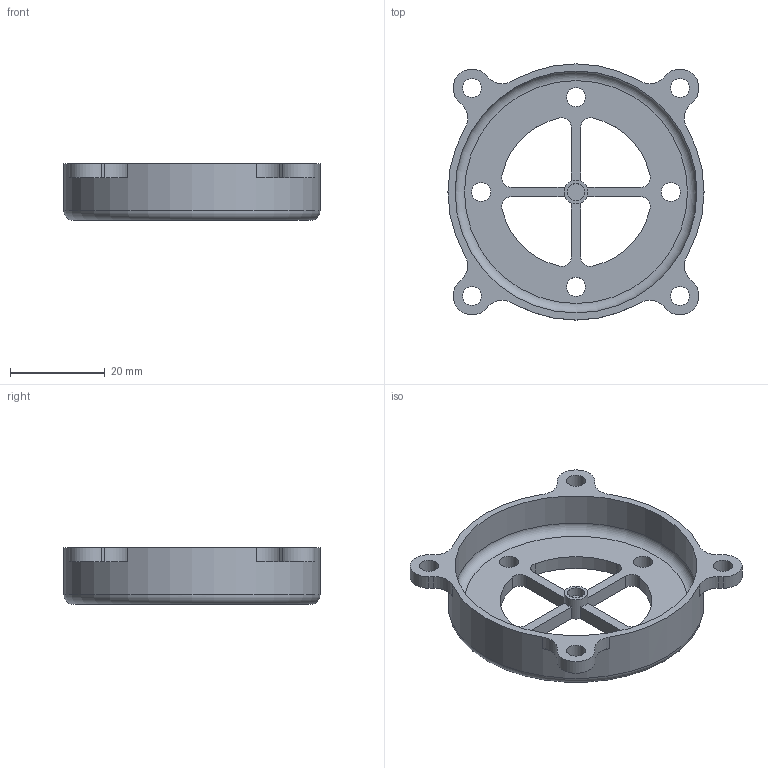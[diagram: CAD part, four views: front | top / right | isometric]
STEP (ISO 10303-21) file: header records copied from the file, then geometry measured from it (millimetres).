
FILE_DESCRIPTION(('STEP AP242'), '1');
FILE_NAME('itemPumpHousingBottom', '', ('UNSPECIFIED'), ('UNSPECIFIED'), 'C3D Converter', 'C3D Toolkit', '');
FILE_SCHEMA(('AP242_MANAGED_MODEL_BASED_3D_ENGINEERING_MIM_LF { 1 0 10303 442 1 1 4 }'));
Length unit declared in the file: millimetre
Bounding box: 54 x 54 x 12 mm (x, y, z)
Volume: 7550.6 mm3; surface area: 7821.4 mm2
Topology: 1 solids, 1 shells, 63 faces, 184 edges, 122 vertices
Faces by surface type: cylinder 36, plane 25, torus 2
Full cylindrical faces by diameter (mm): 3.6 x1, 4 x8, 5 x1, 51 x1, 54 x1
Entity records: 2145 total; most frequent: DIRECTION 388, CARTESIAN_POINT 356, ORIENTED_EDGE 340, EDGE_CURVE 170, AXIS2_PLACEMENT_3D 154, VERTEX_POINT 122, EDGE_LOOP 100, CIRCLE 90
